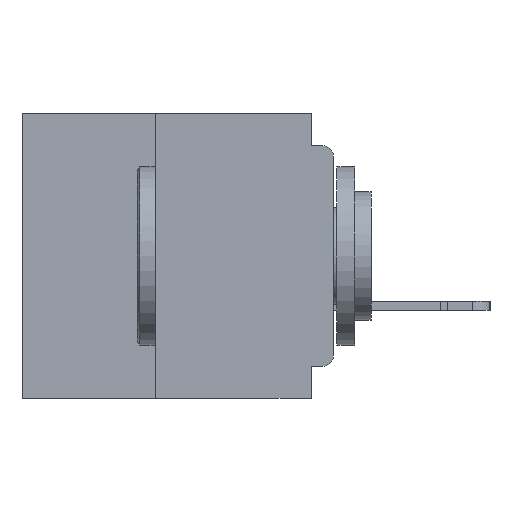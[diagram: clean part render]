
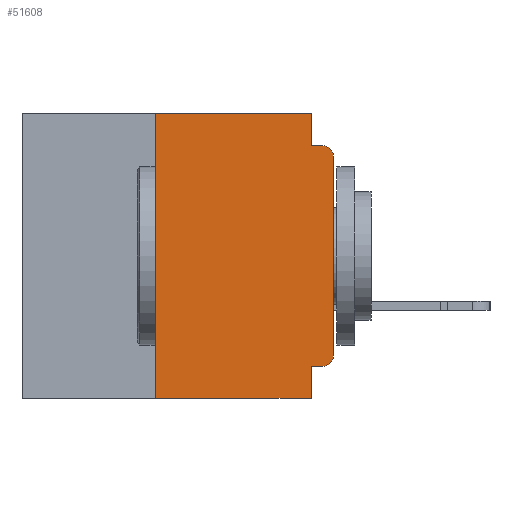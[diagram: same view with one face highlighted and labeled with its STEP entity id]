
A CAD part, left-side view. The second image highlights one B-rep face of the part: STEP entity #51608.
In plain terms, the highlighted planar face has unit normal (-1, 0, 0).
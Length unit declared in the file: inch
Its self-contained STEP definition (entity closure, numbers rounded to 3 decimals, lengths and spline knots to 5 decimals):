
#482 = EDGE_CURVE ( 'NONE', #30286, #59769, #36446, .T. ) ;
#1225 = DIRECTION ( 'NONE',  ( -1., 0., 0. ) ) ;
#1377 = LINE ( 'NONE', #60059, #52436 ) ;
#3064 = CARTESIAN_POINT ( 'NONE',  ( 0., 0.031, -0.4 ) ) ;
#4322 = DIRECTION ( 'NONE',  ( 0., 0., 1. ) ) ;
#5224 = CIRCLE ( 'NONE', #15518, 0.015 ) ;
#5241 = ORIENTED_EDGE ( 'NONE', *, *, #28042, .F. ) ;
#5795 = CARTESIAN_POINT ( 'NONE',  ( 0., 0.031, -0.045 ) ) ;
#6078 = CARTESIAN_POINT ( 'NONE',  ( 0., 0.437, 0. ) ) ;
#6091 = ORIENTED_EDGE ( 'NONE', *, *, #30337, .F. ) ;
#6732 = VERTEX_POINT ( 'NONE', #58098 ) ;
#8327 = EDGE_LOOP ( 'NONE', ( #58693, #24370, #65117, #5241, #13295, #6091, #33255, #21269, #26071, #27665 ) ) ;
#8765 = VECTOR ( 'NONE', #37559, 39.37008 ) ;
#10831 = EDGE_CURVE ( 'NONE', #56532, #59769, #30520, .T. ) ;
#11227 = DIRECTION ( 'NONE',  ( 0., 0., -1. ) ) ;
#13295 = ORIENTED_EDGE ( 'NONE', *, *, #13324, .F. ) ;
#13324 = EDGE_CURVE ( 'NONE', #24543, #57153, #45219, .T. ) ;
#15518 = AXIS2_PLACEMENT_3D ( 'NONE', #31824, #1225, #36940 ) ;
#15825 = CARTESIAN_POINT ( 'NONE',  ( 0., 0., -0.355 ) ) ;
#16077 = EDGE_CURVE ( 'NONE', #31454, #49923, #63426, .T. ) ;
#17106 = VECTOR ( 'NONE', #22833, 39.37008 ) ;
#17717 = CARTESIAN_POINT ( 'NONE',  ( 0., 0.031, 0. ) ) ;
#19439 = DIRECTION ( 'NONE',  ( 0., -1., 0. ) ) ;
#20967 = DIRECTION ( 'NONE',  ( 0., 1., 0. ) ) ;
#21269 = ORIENTED_EDGE ( 'NONE', *, *, #16077, .F. ) ;
#21859 = EDGE_CURVE ( 'NONE', #6732, #30286, #31034, .T. ) ;
#22243 = CARTESIAN_POINT ( 'NONE',  ( 0., 0.031, 0. ) ) ;
#22266 = CARTESIAN_POINT ( 'NONE',  ( 0., 0.031, -0.355 ) ) ;
#22331 = LINE ( 'NONE', #57843, #8765 ) ;
#22833 = DIRECTION ( 'NONE',  ( 0., 0., -1. ) ) ;
#24279 = VECTOR ( 'NONE', #38751, 39.37008 ) ;
#24370 = ORIENTED_EDGE ( 'NONE', *, *, #482, .T. ) ;
#24543 = VERTEX_POINT ( 'NONE', #54811 ) ;
#24996 = LINE ( 'NONE', #15825, #52106 ) ;
#26071 = ORIENTED_EDGE ( 'NONE', *, *, #53513, .F. ) ;
#27101 = CARTESIAN_POINT ( 'NONE',  ( 0., 0., -0.06 ) ) ;
#27665 = ORIENTED_EDGE ( 'NONE', *, *, #62778, .T. ) ;
#28042 = EDGE_CURVE ( 'NONE', #57153, #56532, #45749, .T. ) ;
#30286 = VERTEX_POINT ( 'NONE', #27101 ) ;
#30337 = EDGE_CURVE ( 'NONE', #31663, #24543, #22331, .T. ) ;
#30520 = LINE ( 'NONE', #49925, #57618 ) ;
#31034 = LINE ( 'NONE', #34885, #56533 ) ;
#31454 = VERTEX_POINT ( 'NONE', #22266 ) ;
#31663 = VERTEX_POINT ( 'NONE', #34274 ) ;
#31744 = VECTOR ( 'NONE', #49714, 39.37008 ) ;
#31824 = CARTESIAN_POINT ( 'NONE',  ( 0., 0.015, -0.34 ) ) ;
#33255 = ORIENTED_EDGE ( 'NONE', *, *, #51335, .T. ) ;
#33724 = DIRECTION ( 'NONE',  ( 0., 0., -1. ) ) ;
#33948 = CARTESIAN_POINT ( 'NONE',  ( 0., 0.015, -0.06 ) ) ;
#34274 = CARTESIAN_POINT ( 'NONE',  ( 0., 0.25, -0.4 ) ) ;
#34601 = DIRECTION ( 'NONE',  ( -1., 0., 0. ) ) ;
#34658 = DIRECTION ( 'NONE',  ( 0., -1., 0. ) ) ;
#34885 = CARTESIAN_POINT ( 'NONE',  ( 0., 0., 0. ) ) ;
#36446 = CIRCLE ( 'NONE', #56188, 0.015 ) ;
#36940 = DIRECTION ( 'NONE',  ( 0., 0., -1. ) ) ;
#37559 = DIRECTION ( 'NONE',  ( 0., 0., 1. ) ) ;
#38751 = DIRECTION ( 'NONE',  ( 0., 0., -1. ) ) ;
#41751 = DIRECTION ( 'NONE',  ( 1., 0., 0. ) ) ;
#44598 = CARTESIAN_POINT ( 'NONE',  ( 0., 0.437, 0. ) ) ;
#44739 = VERTEX_POINT ( 'NONE', #47490 ) ;
#45219 = LINE ( 'NONE', #44598, #31744 ) ;
#45749 = LINE ( 'NONE', #17717, #17106 ) ;
#47490 = CARTESIAN_POINT ( 'NONE',  ( 0., 0.015, -0.355 ) ) ;
#49714 = DIRECTION ( 'NONE',  ( 0., -1., 0. ) ) ;
#49923 = VERTEX_POINT ( 'NONE', #52646 ) ;
#49925 = CARTESIAN_POINT ( 'NONE',  ( 0., 0., -0.045 ) ) ;
#49959 = FACE_OUTER_BOUND ( 'NONE', #8327, .T. ) ;
#51335 = EDGE_CURVE ( 'NONE', #31663, #49923, #1377, .T. ) ;
#51608 = ADVANCED_FACE ( 'NONE', ( #49959 ), #62069, .F. ) ;
#52106 = VECTOR ( 'NONE', #20967, 39.37008 ) ;
#52436 = VECTOR ( 'NONE', #34658, 39.37008 ) ;
#52646 = CARTESIAN_POINT ( 'NONE',  ( 0., 0.031, -0.4 ) ) ;
#53513 = EDGE_CURVE ( 'NONE', #44739, #31454, #24996, .T. ) ;
#54018 = CARTESIAN_POINT ( 'NONE',  ( 0., 0.015, -0.045 ) ) ;
#54811 = CARTESIAN_POINT ( 'NONE',  ( 0., 0.25, 0. ) ) ;
#55423 = AXIS2_PLACEMENT_3D ( 'NONE', #6078, #41751, #11227 ) ;
#56188 = AXIS2_PLACEMENT_3D ( 'NONE', #33948, #34601, #33724 ) ;
#56532 = VERTEX_POINT ( 'NONE', #5795 ) ;
#56533 = VECTOR ( 'NONE', #4322, 39.37008 ) ;
#57153 = VERTEX_POINT ( 'NONE', #22243 ) ;
#57618 = VECTOR ( 'NONE', #19439, 39.37008 ) ;
#57843 = CARTESIAN_POINT ( 'NONE',  ( 0., 0.25, -0.4 ) ) ;
#58098 = CARTESIAN_POINT ( 'NONE',  ( 0., 0., -0.34 ) ) ;
#58693 = ORIENTED_EDGE ( 'NONE', *, *, #21859, .T. ) ;
#59769 = VERTEX_POINT ( 'NONE', #54018 ) ;
#60059 = CARTESIAN_POINT ( 'NONE',  ( 0., 0.437, -0.4 ) ) ;
#62069 = PLANE ( 'NONE',  #55423 ) ;
#62778 = EDGE_CURVE ( 'NONE', #44739, #6732, #5224, .T. ) ;
#63426 = LINE ( 'NONE', #3064, #24279 ) ;
#65117 = ORIENTED_EDGE ( 'NONE', *, *, #10831, .F. ) ;
